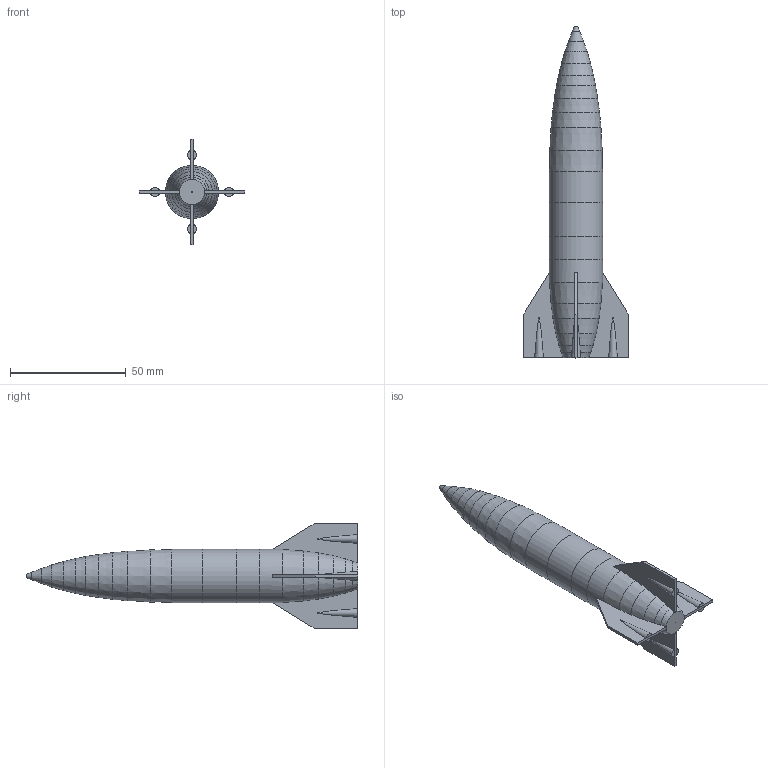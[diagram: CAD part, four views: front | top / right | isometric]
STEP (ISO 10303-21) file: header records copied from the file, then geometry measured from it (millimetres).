
FILE_DESCRIPTION(('FreeCAD Model'),'2;1');
FILE_NAME('rocket.step','2019-01-20T18:01:32',( 'Author'),(''),'Open CASCADE STEP processor 7.1','FreeCAD','Unknown' );
FILE_SCHEMA(('AUTOMOTIVE_DESIGN { 1 0 10303 214 1 1 1 1 }'));
Length unit declared in the file: millimetre
Products named in the file (1): Fusion005
Bounding box: 45.85 x 143.69 x 45.85 mm (x, y, z)
Volume: 46892.3 mm3; surface area: 12143.6 mm2
Topology: 1 solids, 2 shells, 87 faces, 204 edges, 126 vertices
Faces by surface type: cone 45, plane 38, cylinder 4
Full cylindrical faces by diameter (mm): 23.028 x4
Entity records: 6263 total; most frequent: CARTESIAN_POINT 1672, DIRECTION 760, ORIENTED_EDGE 404, PCURVE 404, DEFINITIONAL_REPRESENTATION 404, LINE 321, VECTOR 321, AXIS2_PLACEMENT_3D 209
